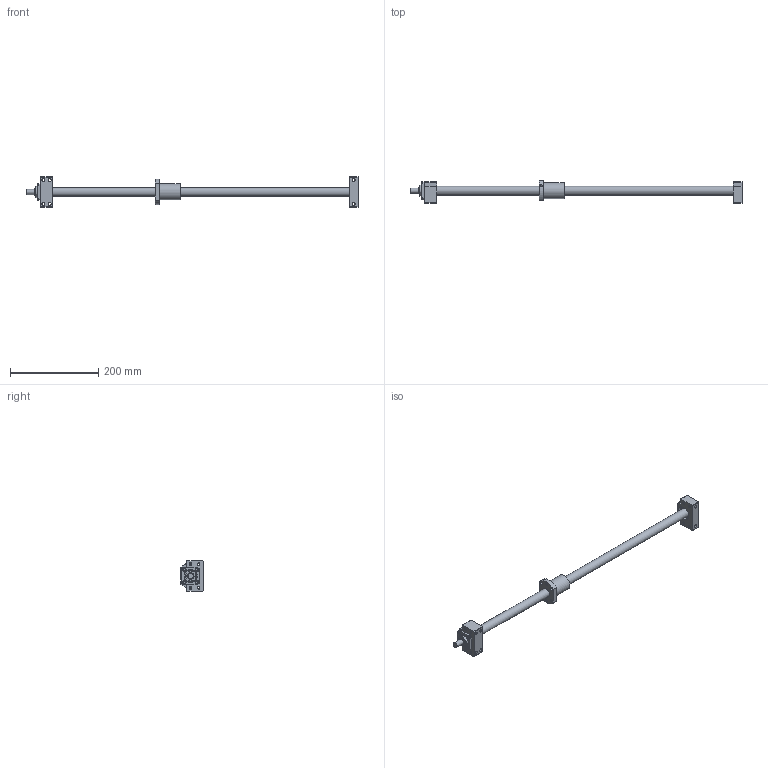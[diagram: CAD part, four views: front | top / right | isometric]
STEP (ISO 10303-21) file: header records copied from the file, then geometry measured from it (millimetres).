
FILE_DESCRIPTION(/* description */ ('','CAx-IF Rec.Pracs.---Representation and Presentation of Product Manufacturing Information (PMI)---4.0---2014-10-13'),/* implementation_level */ '2;1');
FILE_NAME(/* name */ 'F2RFU-2010-0750-BK15-BF15ASM v1.step',/* time_stamp */ '2024-12-17T10:40:31-05:00',/* author */ (''),/* organization */ (''),/* preprocessor_version */ 'ST-DEVELOPER v20',/* originating_system */ 'Autodesk Translation Framework v13.20.0.188',/* authorisation */ '');
FILE_SCHEMA (('AP242_MANAGED_MODEL_BASED_3D_ENGINEERING_MIM_LF { 1 0 10303 442 1 1 4 }'));
Length unit declared in the file: millimetre
Products named in the file (12): F2RFU-2010-0750-BK15-BF15ASM; 20xx_750; Screw20; BF15EndMach; BK15EndMach; BK15Yes; BK 15; BK 15collar; BF15; BF 15 Part1; BF 15 Part2; 20x10 Ball Nut
Assembly tree (11 placements, depth 3):
  F2RFU-2010-0750-BK15-BF15ASM
    20xx_750
      Screw20
      BF15EndMach
      BK15EndMach
    BK15Yes
      BK 15
      BK 15collar
    BF15
      BF 15 Part1
      BF 15 Part2
    20x10 Ball Nut
Bounding box: 751.5 x 50.17 x 70 mm (x, y, z)
Volume: 397739 mm3; surface area: 104880.6 mm2
Topology: 8 solids, 9 shells, 243 faces, 615 edges, 417 vertices
Faces by surface type: plane 133, cylinder 86, cone 19, torus 5
Full cylindrical faces by diameter (mm): 3 x2, 5 x1, 5.5 x20, 6.6 x12, 6.8 x4, 7.8 x4, 11 x6, 12 x1, 13.376 x1, 14.3 x1, 14.884 x1, 15 x5, 18 x1, 19.5 x2, 20 x2, 20.2 x1, 20.4 x2, 24 x2, 26.5 x2, 28 x2, 28.1 x1, 32 x2, 36 x1
Entity records: 8809 total; most frequent: CARTESIAN_POINT 2497, ORIENTED_EDGE 1230, DIRECTION 1221, EDGE_CURVE 615, AXIS2_PLACEMENT_3D 450, VERTEX_POINT 417, EDGE_LOOP 346, LINE 321
